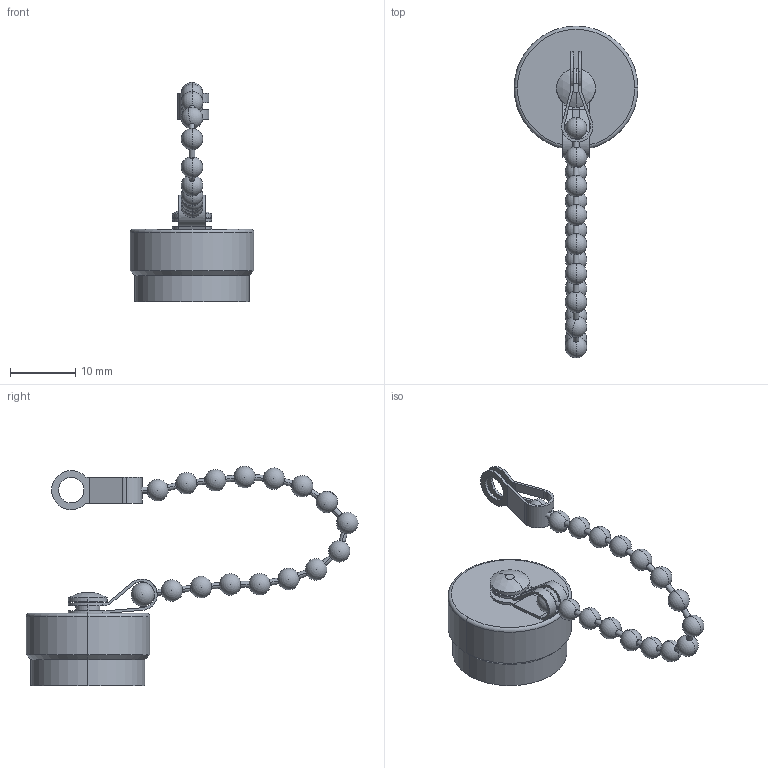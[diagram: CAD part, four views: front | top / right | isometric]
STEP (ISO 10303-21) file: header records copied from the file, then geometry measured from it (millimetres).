
FILE_DESCRIPTION (( 'STEP AP214' ), '1' );
FILE_NAME ('H00010A1122.STEP', '2013-05-16T07:40:08', ( 'Wartung1' ), ( '' ), 'SwSTEP 2.0', 'SolidWorks 2013', '' );
FILE_SCHEMA (( 'AUTOMOTIVE_DESIGN' ));
Length unit declared in the file: millimetre
Products named in the file (1): H00010A1122
Bounding box: 19 x 50.94 x 33.65 mm (x, y, z)
Volume: 2496.7 mm3; surface area: 2560 mm2
Topology: 19 solids, 19 shells, 192 faces, 571 edges, 383 vertices
Faces by surface type: cylinder 82, sphere 68, plane 36, cone 4, torus 2
Entity records: 8310 total; most frequent: DIRECTION 1186, CARTESIAN_POINT 1014, ORIENTED_EDGE 972, AXIS2_PLACEMENT_3D 508, EDGE_CURVE 486, VERTEX_POINT 332, CIRCLE 315, UNCERTAINTY_MEASURE_WITH_UNIT 212
